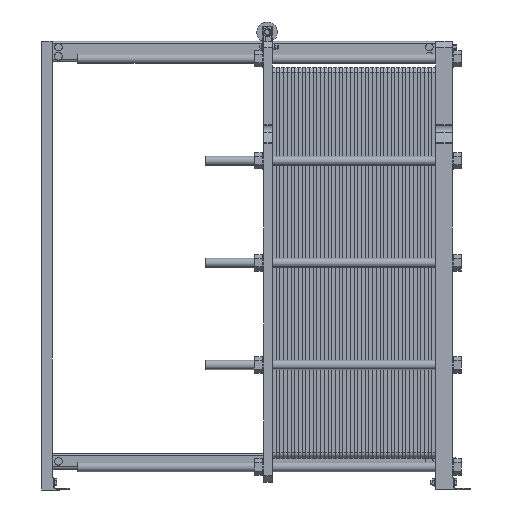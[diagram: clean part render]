
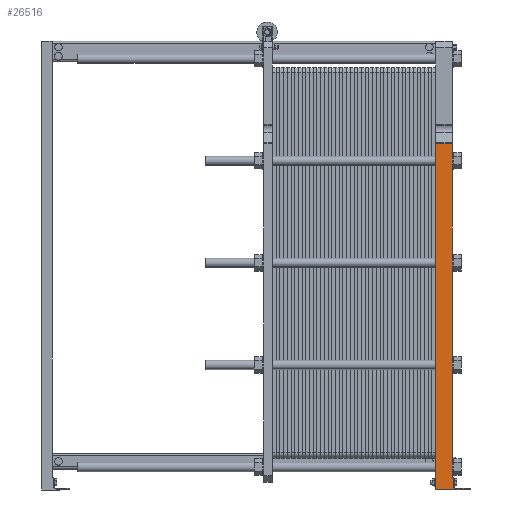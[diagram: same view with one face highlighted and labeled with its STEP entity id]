
A CAD part, left-side view. The second image highlights one B-rep face of the part: STEP entity #26516.
In plain terms, the highlighted planar face has unit normal (-1, 0, 0).
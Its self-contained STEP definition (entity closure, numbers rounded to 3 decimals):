
#4955=PLANE('',#27969);
#5849=FACE_OUTER_BOUND('',#7227,.T.);
#7227=EDGE_LOOP('',(#22075,#22076,#22077,#22078,#22079,#22080,#22081,#22082,
#22083,#22084,#22085,#22086,#22087,#22088,#22089,#22090,#22091,#22092,#22093));
#8359=CIRCLE('',#27939,3.5);
#8362=CIRCLE('',#27950,3.5);
#8363=CIRCLE('',#27953,7.);
#10289=LINE('',#40213,#13267);
#10290=LINE('',#40223,#13268);
#10295=LINE('',#40273,#13273);
#10296=LINE('',#40283,#13274);
#10506=LINE('',#40985,#13484);
#10538=LINE('',#41107,#13516);
#10550=LINE('',#41134,#13528);
#10552=LINE('',#41140,#13530);
#10553=LINE('',#41143,#13531);
#10567=LINE('',#41180,#13545);
#10568=LINE('',#41181,#13546);
#10569=LINE('',#41182,#13547);
#10570=LINE('',#41183,#13548);
#10571=LINE('',#41184,#13549);
#10580=LINE('',#41209,#13558);
#10581=LINE('',#41210,#13559);
#13267=VECTOR('',#31200,10.);
#13268=VECTOR('',#31213,10.);
#13273=VECTOR('',#31278,10.);
#13274=VECTOR('',#31291,10.);
#13484=VECTOR('',#31991,10.);
#13516=VECTOR('',#32099,10.);
#13528=VECTOR('',#32127,10.);
#13530=VECTOR('',#32135,10.);
#13531=VECTOR('',#32138,10.);
#13545=VECTOR('',#32166,10.);
#13546=VECTOR('',#32167,10.);
#13547=VECTOR('',#32168,10.);
#13548=VECTOR('',#32169,10.);
#13549=VECTOR('',#32170,10.);
#13558=VECTOR('',#32193,10.);
#13559=VECTOR('',#32194,10.);
#16198=VERTEX_POINT('',#40208);
#16199=VERTEX_POINT('',#40209);
#16201=VERTEX_POINT('',#40218);
#16202=VERTEX_POINT('',#40219);
#16216=VERTEX_POINT('',#40268);
#16217=VERTEX_POINT('',#40269);
#16219=VERTEX_POINT('',#40278);
#16220=VERTEX_POINT('',#40279);
#16466=VERTEX_POINT('',#40982);
#16467=VERTEX_POINT('',#40984);
#16515=VERTEX_POINT('',#41091);
#16516=VERTEX_POINT('',#41093);
#16519=VERTEX_POINT('',#41105);
#16524=VERTEX_POINT('',#41126);
#16525=VERTEX_POINT('',#41128);
#16526=VERTEX_POINT('',#41132);
#16527=VERTEX_POINT('',#41136);
#16528=VERTEX_POINT('',#41142);
#16544=VERTEX_POINT('',#41178);
#18178=EDGE_CURVE('',#16198,#16199,#10289,.T.);
#18182=EDGE_CURVE('',#16201,#16202,#10290,.T.);
#18202=EDGE_CURVE('',#16216,#16217,#10295,.T.);
#18206=EDGE_CURVE('',#16219,#16220,#10296,.T.);
#18520=EDGE_CURVE('',#16467,#16466,#10506,.T.);
#18573=EDGE_CURVE('',#16516,#16515,#8359,.T.);
#18580=EDGE_CURVE('',#16515,#16519,#10538,.T.);
#18591=EDGE_CURVE('',#16525,#16524,#8362,.T.);
#18594=EDGE_CURVE('',#16524,#16526,#10550,.T.);
#18596=EDGE_CURVE('',#16526,#16527,#8363,.T.);
#18597=EDGE_CURVE('',#16527,#16516,#10552,.T.);
#18598=EDGE_CURVE('',#16528,#16525,#10553,.T.);
#18618=EDGE_CURVE('',#16544,#16219,#10567,.T.);
#18619=EDGE_CURVE('',#16220,#16201,#10568,.T.);
#18620=EDGE_CURVE('',#16202,#16216,#10569,.T.);
#18621=EDGE_CURVE('',#16217,#16198,#10570,.T.);
#18622=EDGE_CURVE('',#16199,#16519,#10571,.T.);
#18637=EDGE_CURVE('',#16466,#16528,#10580,.T.);
#18638=EDGE_CURVE('',#16467,#16544,#10581,.T.);
#22075=ORIENTED_EDGE('',*,*,#18520,.T.);
#22076=ORIENTED_EDGE('',*,*,#18637,.T.);
#22077=ORIENTED_EDGE('',*,*,#18598,.T.);
#22078=ORIENTED_EDGE('',*,*,#18591,.T.);
#22079=ORIENTED_EDGE('',*,*,#18594,.T.);
#22080=ORIENTED_EDGE('',*,*,#18596,.T.);
#22081=ORIENTED_EDGE('',*,*,#18597,.T.);
#22082=ORIENTED_EDGE('',*,*,#18573,.T.);
#22083=ORIENTED_EDGE('',*,*,#18580,.T.);
#22084=ORIENTED_EDGE('',*,*,#18622,.F.);
#22085=ORIENTED_EDGE('',*,*,#18178,.F.);
#22086=ORIENTED_EDGE('',*,*,#18621,.F.);
#22087=ORIENTED_EDGE('',*,*,#18202,.F.);
#22088=ORIENTED_EDGE('',*,*,#18620,.F.);
#22089=ORIENTED_EDGE('',*,*,#18182,.F.);
#22090=ORIENTED_EDGE('',*,*,#18619,.F.);
#22091=ORIENTED_EDGE('',*,*,#18206,.F.);
#22092=ORIENTED_EDGE('',*,*,#18618,.F.);
#22093=ORIENTED_EDGE('',*,*,#18638,.F.);
#26516=ADVANCED_FACE('',(#5849),#4955,.T.);
#27939=AXIS2_PLACEMENT_3D('',#41094,#32084,#32085);
#27950=AXIS2_PLACEMENT_3D('',#41129,#32121,#32122);
#27953=AXIS2_PLACEMENT_3D('',#41138,#32131,#32132);
#27969=AXIS2_PLACEMENT_3D('',#41208,#32191,#32192);
#31200=DIRECTION('',(0.,0.,-1.));
#31213=DIRECTION('',(0.,0.,-1.));
#31278=DIRECTION('',(0.,0.,-1.));
#31291=DIRECTION('',(0.,0.,-1.));
#31991=DIRECTION('',(0.,0.,-1.));
#32084=DIRECTION('center_axis',(-1.,0.,0.));
#32085=DIRECTION('ref_axis',(0.,0.,-1.));
#32099=DIRECTION('',(0.,1.,0.));
#32121=DIRECTION('center_axis',(-1.,0.,0.));
#32122=DIRECTION('ref_axis',(0.,0.,-1.));
#32127=DIRECTION('',(0.,1.,0.));
#32131=DIRECTION('center_axis',(1.,0.,0.));
#32132=DIRECTION('ref_axis',(0.,0.,-1.));
#32135=DIRECTION('',(0.,0.,1.));
#32138=DIRECTION('',(0.,0.,1.));
#32166=DIRECTION('',(0.,0.,-1.));
#32167=DIRECTION('',(0.,0.,-1.));
#32168=DIRECTION('',(0.,0.,-1.));
#32169=DIRECTION('',(0.,0.,-1.));
#32170=DIRECTION('',(0.,0.,-1.));
#32191=DIRECTION('center_axis',(-1.,0.,0.));
#32192=DIRECTION('ref_axis',(0.,0.,
-1.));
#32193=DIRECTION('',(0.,-1.,0.));
#32194=DIRECTION('',(0.,-1.,0.));
#40208=CARTESIAN_POINT('',(-240.,-65.,108.241));
#40209=CARTESIAN_POINT('',(-240.,-65.,71.759));
#40213=CARTESIAN_POINT('',(-240.,-65.,1355.23));
#40218=CARTESIAN_POINT('',(-240.,-65.,906.241));
#40219=CARTESIAN_POINT('',(-240.,-65.,869.759));
#40223=CARTESIAN_POINT('',(-240.,-65.,1355.23));
#40268=CARTESIAN_POINT('',(-240.,-65.,507.241));
#40269=CARTESIAN_POINT('',(-240.,-65.,470.759));
#40273=CARTESIAN_POINT('',(-240.,-65.,1355.23));
#40278=CARTESIAN_POINT('',(-240.,-65.,1305.241));
#40279=CARTESIAN_POINT('',(-240.,-65.,1268.759));
#40283=CARTESIAN_POINT('',(-240.,-65.,1355.23));
#40982=CARTESIAN_POINT('',(-240.,0.,0.));
#40984=CARTESIAN_POINT('',(-240.,0.,1355.23));
#40985=CARTESIAN_POINT('',(-240.,0.,1355.23));
#41091=CARTESIAN_POINT('',(-240.,-67.5,50.));
#41093=CARTESIAN_POINT('',(-240.,-71.,46.5));
#41094=CARTESIAN_POINT('Origin',(-240.,-67.5,46.5));
#41105=CARTESIAN_POINT('',(-240.,-65.,50.));
#41107=CARTESIAN_POINT('',(-240.,-67.5,50.));
#41126=CARTESIAN_POINT('',(-240.,-131.5,6.));
#41128=CARTESIAN_POINT('',(-240.,-135.,2.5));
#41129=CARTESIAN_POINT('Origin',(-240.,-131.5,2.5));
#41132=CARTESIAN_POINT('',(-240.,-78.,6.));
#41134=CARTESIAN_POINT('',(-240.,-131.5,6.));
#41136=CARTESIAN_POINT('',(-240.,-71.,13.));
#41138=CARTESIAN_POINT('Origin',(-240.,-78.,13.));
#41140=CARTESIAN_POINT('',(-240.,-71.,13.));
#41142=CARTESIAN_POINT('',(-240.,-135.,0.));
#41143=CARTESIAN_POINT('',(-240.,-135.,0.));
#41178=CARTESIAN_POINT('',(-240.,-65.,1355.23));
#41180=CARTESIAN_POINT('',(-240.,-65.,1355.23));
#41181=CARTESIAN_POINT('',(-240.,-65.,1355.23));
#41182=CARTESIAN_POINT('',(-240.,-65.,1355.23));
#41183=CARTESIAN_POINT('',(-240.,-65.,1355.23));
#41184=CARTESIAN_POINT('',(-240.,-65.,1355.23));
#41208=CARTESIAN_POINT('Origin',(-240.,0.,1355.23));
#41209=CARTESIAN_POINT('',(-240.,0.,0.));
#41210=CARTESIAN_POINT('',(-240.,0.,1355.23));
